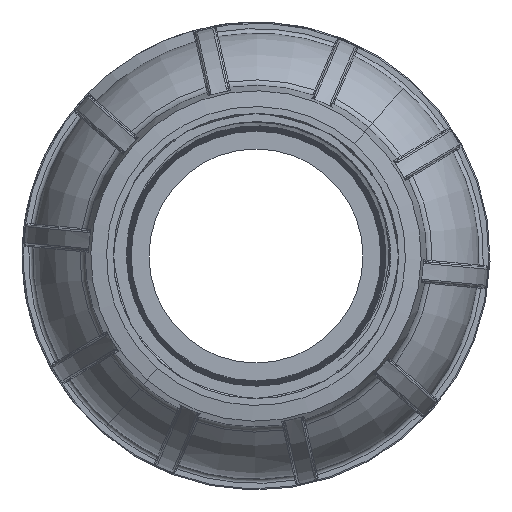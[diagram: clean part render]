
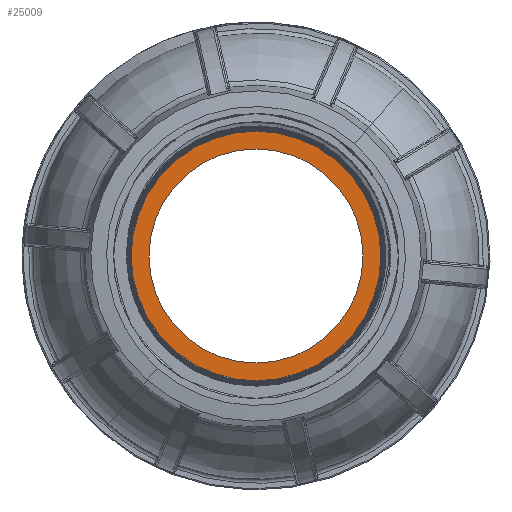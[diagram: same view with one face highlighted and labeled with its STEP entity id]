
A CAD part, left-side view. The second image highlights one B-rep face of the part: STEP entity #25009.
In plain terms, the highlighted planar face has unit normal (1, 0, 0).
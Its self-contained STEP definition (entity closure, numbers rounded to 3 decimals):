
#3383 = CARTESIAN_POINT ( 'NONE',  ( 0., -90.301, 28. ) ) ;
#3384 = CARTESIAN_POINT ( 'NONE',  ( 0., -90.301, -28. ) ) ;
#4815 = AXIS2_PLACEMENT_3D ( 'NONE', #5678, #5679, #5680 ) ;
#5469 = CIRCLE ( 'NONE', #5473, 28. ) ;
#5473 = AXIS2_PLACEMENT_3D ( 'NONE', #29762, #29763, #29764 ) ;
#5677 = PLANE ( 'NONE',  #4815 ) ;
#5678 = CARTESIAN_POINT ( 'NONE',  ( 0., -114.301, 0. ) ) ;
#5679 = DIRECTION ( 'NONE',  ( -1., 0., 0. ) ) ;
#5680 = DIRECTION ( 'NONE',  ( 0., 0., -1. ) ) ;
#9558 = CARTESIAN_POINT ( 'NONE',  ( 0., -90.301, 24. ) ) ;
#9559 = CARTESIAN_POINT ( 'NONE',  ( 0., -90.301, -24. ) ) ;
#17775 = EDGE_CURVE ( 'NONE', #27186, #27188, #40328, .T. ) ;
#17783 = EDGE_CURVE ( 'NONE', #27188, #27186, #40322, .T. ) ;
#18799 = ORIENTED_EDGE ( 'NONE', *, *, #38344, .F. ) ;
#18800 = ORIENTED_EDGE ( 'NONE', *, *, #39884, .F. ) ;
#18801 = ORIENTED_EDGE ( 'NONE', *, *, #17783, .T. ) ;
#18802 = ORIENTED_EDGE ( 'NONE', *, *, #17775, .T. ) ;
#24462 = VERTEX_POINT ( 'NONE', #3383 ) ;
#24463 = VERTEX_POINT ( 'NONE', #3384 ) ;
#25009 = ADVANCED_FACE ( 'NONE', ( #31642, #31643 ), #5677, .F. ) ;
#26130 = EDGE_LOOP ( 'NONE', ( #18801, #18802 ) ) ;
#26132 = EDGE_LOOP ( 'NONE', ( #18799, #18800 ) ) ;
#27186 = VERTEX_POINT ( 'NONE', #9558 ) ;
#27188 = VERTEX_POINT ( 'NONE', #9559 ) ;
#29762 = CARTESIAN_POINT ( 'NONE',  ( 0., -90.301, 0. ) ) ;
#29763 = DIRECTION ( 'NONE',  ( -1., 0., 0. ) ) ;
#29764 = DIRECTION ( 'NONE',  ( 0., 0., -1. ) ) ;
#30907 = CIRCLE ( 'NONE', #30914, 28. ) ;
#30914 = AXIS2_PLACEMENT_3D ( 'NONE', #36511, #36512, #36513 ) ;
#31642 = FACE_OUTER_BOUND ( 'NONE', #26132, .T. ) ;
#31643 = FACE_BOUND ( 'NONE', #26130, .T. ) ;
#36511 = CARTESIAN_POINT ( 'NONE',  ( 0., -90.301, 0. ) ) ;
#36512 = DIRECTION ( 'NONE',  ( -1., 0., 0. ) ) ;
#36513 = DIRECTION ( 'NONE',  ( 0., 0., -1. ) ) ;
#38344 = EDGE_CURVE ( 'NONE', #24463, #24462, #5469, .T. ) ;
#38869 = CARTESIAN_POINT ( 'NONE',  ( 0., -90.301, 0. ) ) ;
#38870 = DIRECTION ( 'NONE',  ( -1., 0., 0. ) ) ;
#38871 = DIRECTION ( 'NONE',  ( 0., 0., -1. ) ) ;
#38877 = CARTESIAN_POINT ( 'NONE',  ( 0., -90.301, 0. ) ) ;
#38878 = DIRECTION ( 'NONE',  ( -1., 0., 0. ) ) ;
#38879 = DIRECTION ( 'NONE',  ( 0., 0., -1. ) ) ;
#39884 = EDGE_CURVE ( 'NONE', #24462, #24463, #30907, .T. ) ;
#40310 = AXIS2_PLACEMENT_3D ( 'NONE', #38877, #38878, #38879 ) ;
#40319 = AXIS2_PLACEMENT_3D ( 'NONE', #38869, #38870, #38871 ) ;
#40322 = CIRCLE ( 'NONE', #40310, 24. ) ;
#40328 = CIRCLE ( 'NONE', #40319, 24. ) ;
